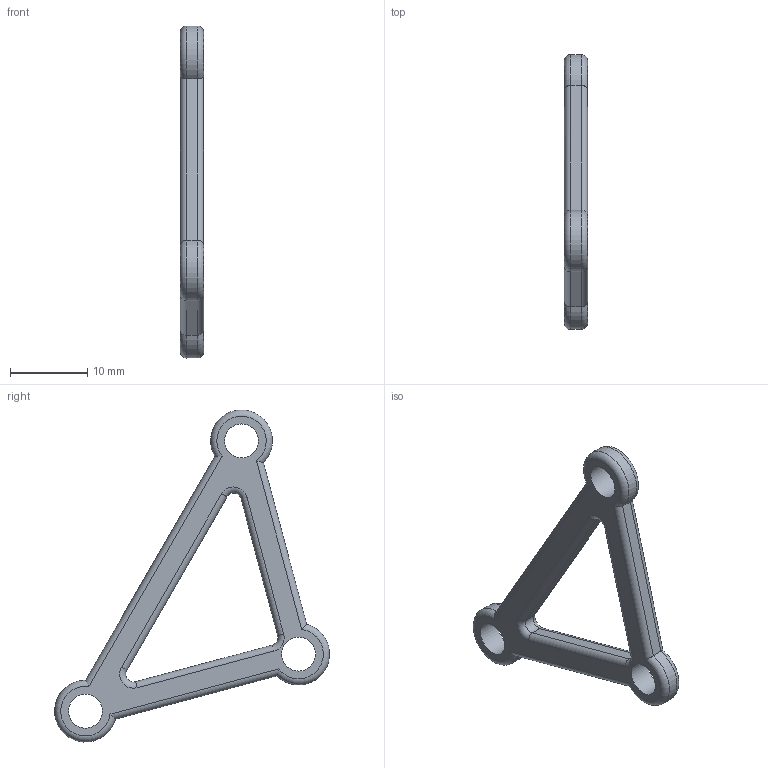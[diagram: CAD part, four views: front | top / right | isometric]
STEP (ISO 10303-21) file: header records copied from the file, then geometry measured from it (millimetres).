
FILE_DESCRIPTION(/* description */ (''),/* implementation_level */ '2;1');
FILE_NAME(/* name */ 'part11.step',/* time_stamp */ '2018-01-15T18:45:44+09:00',/* author */ (''),/* organization */ (''),/* preprocessor_version */ 'ST-DEVELOPER v16.13',/* originating_system */ 'Autodesk Translation Framework v6.5.0.72',/* authorisation */ '');
FILE_SCHEMA (('AUTOMOTIVE_DESIGN { 1 0 10303 214 3 1 1 }'));
Length unit declared in the file: millimetre
Products named in the file (1): Fusion コンポーネント
Bounding box: 3 x 35.59 x 42.99 mm (x, y, z)
Volume: 1157.5 mm3; surface area: 1385.3 mm2
Topology: 1 solids, 1 shells, 41 faces, 93 edges, 54 vertices
Faces by surface type: cylinder 21, torus 12, plane 8
Full cylindrical faces by diameter (mm): 4.4 x3
Entity records: 1318 total; most frequent: CARTESIAN_POINT 345, DIRECTION 207, ORIENTED_EDGE 186, EDGE_CURVE 93, AXIS2_PLACEMENT_3D 84, VERTEX_POINT 54, EDGE_LOOP 49, CIRCLE 42
